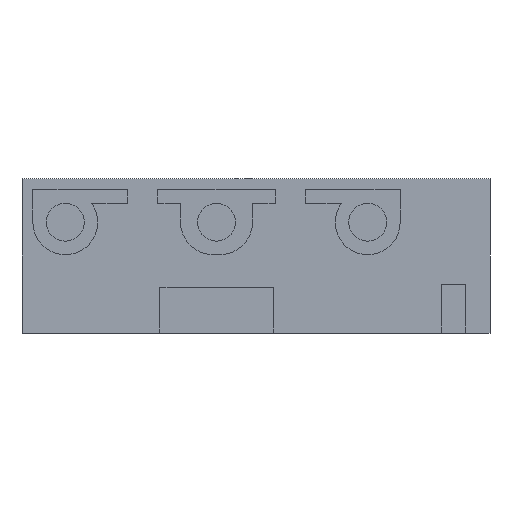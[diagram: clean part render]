
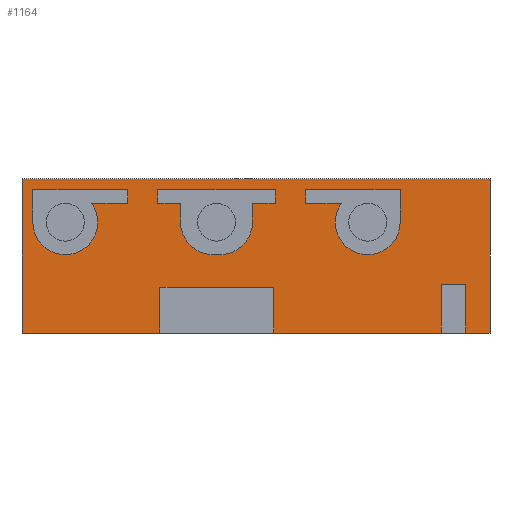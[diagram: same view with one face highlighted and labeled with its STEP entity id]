
A CAD part, front view. The second image highlights one B-rep face of the part: STEP entity #1164.
In plain terms, the highlighted planar face has unit normal (0, -1, 0).
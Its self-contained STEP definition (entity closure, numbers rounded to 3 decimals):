
#301=CARTESIAN_POINT('',(162.5,-152.5,-37.5));
#302=VERTEX_POINT('',#301);
#317=CARTESIAN_POINT('',(162.5,-152.5,7.5));
#318=VERTEX_POINT('',#317);
#325=CARTESIAN_POINT('',(162.5,-152.5,-37.5));
#326=DIRECTION('',(0.0,0.0,1.0));
#327=VECTOR('',#326,45.0);
#328=LINE('',#325,#327);
#329=EDGE_CURVE('',#302,#318,#328,.T.);
#339=CARTESIAN_POINT('',(185.0,-152.5,-37.5));
#340=VERTEX_POINT('',#339);
#349=CARTESIAN_POINT('',(185.0,-152.5,7.5));
#350=VERTEX_POINT('',#349);
#351=CARTESIAN_POINT('',(185.0,-152.5,7.5));
#352=DIRECTION('',(0.0,0.0,-1.0));
#353=VECTOR('',#352,45.0);
#354=LINE('',#351,#353);
#355=EDGE_CURVE('',#350,#340,#354,.T.);
#403=CARTESIAN_POINT('',(162.5,-152.5,7.5));
#404=DIRECTION('',(1.0,0.0,0.0));
#405=VECTOR('',#404,22.5);
#406=LINE('',#403,#405);
#407=EDGE_CURVE('',#318,#350,#406,.T.);
#421=CARTESIAN_POINT('',(7.5,-152.5,-37.5));
#422=VERTEX_POINT('',#421);
#423=CARTESIAN_POINT('',(162.5,-152.5,-37.5));
#424=DIRECTION('',(-1.0,0.0,0.0));
#425=VECTOR('',#424,155.0);
#426=LINE('',#423,#425);
#427=EDGE_CURVE('',#302,#422,#426,.T.);
#445=CARTESIAN_POINT('',(-97.5,-152.5,-37.5));
#446=VERTEX_POINT('',#445);
#453=CARTESIAN_POINT('',(-225.0,-152.5,-37.5));
#454=VERTEX_POINT('',#453);
#455=CARTESIAN_POINT('',(-97.5,-152.5,-37.5));
#456=DIRECTION('',(-1.0,0.0,0.0));
#457=VECTOR('',#456,127.5);
#458=LINE('',#455,#457);
#459=EDGE_CURVE('',#446,#454,#458,.T.);
#468=CARTESIAN_POINT('',(207.5,-152.5,-37.5));
#469=VERTEX_POINT('',#468);
#476=CARTESIAN_POINT('',(207.5,-152.5,-37.5));
#477=DIRECTION('',(-1.0,0.0,0.0));
#478=VECTOR('',#477,22.5);
#479=LINE('',#476,#478);
#480=EDGE_CURVE('',#469,#340,#479,.T.);
#499=CARTESIAN_POINT('',(-97.5,-152.5,5.));
#500=VERTEX_POINT('',#499);
#507=CARTESIAN_POINT('',(-97.5,-152.5,-37.5));
#508=DIRECTION('',(0.0,0.0,1.0));
#509=VECTOR('',#508,42.5);
#510=LINE('',#507,#509);
#511=EDGE_CURVE('',#446,#500,#510,.T.);
#522=CARTESIAN_POINT('',(7.5,-152.5,5.));
#523=VERTEX_POINT('',#522);
#524=CARTESIAN_POINT('',(7.5,-152.5,5.));
#525=DIRECTION('',(0.0,0.0,-1.0));
#526=VECTOR('',#525,42.5);
#527=LINE('',#524,#526);
#528=EDGE_CURVE('',#523,#422,#527,.T.);
#571=CARTESIAN_POINT('',(-97.5,-152.5,5.));
#572=DIRECTION('',(1.0,0.0,0.0));
#573=VECTOR('',#572,105.0);
#574=LINE('',#571,#573);
#575=EDGE_CURVE('',#500,#523,#574,.T.);
#799=CARTESIAN_POINT('',(124.5,-152.5,65.));
#800=VERTEX_POINT('',#799);
#808=CARTESIAN_POINT('',(70.133,-152.5,82.5));
#809=VERTEX_POINT('',#808);
#816=CARTESIAN_POINT('',(94.5,-152.5,65.));
#817=DIRECTION('',(0.0,1.0,0.0));
#818=DIRECTION('',(-1.0,0.0,0.0));
#819=AXIS2_PLACEMENT_3D('',#816,#817,#818);
#820=CIRCLE('',#819,30.0);
#821=EDGE_CURVE('',#800,#809,#820,.T.);
#833=CARTESIAN_POINT('',(37.,-152.5,82.5));
#834=VERTEX_POINT('',#833);
#841=CARTESIAN_POINT('',(70.133,-152.5,82.5));
#842=DIRECTION('',(-1.0,0.0,0.0));
#843=VECTOR('',#842,33.133);
#844=LINE('',#841,#843);
#845=EDGE_CURVE('',#809,#834,#844,.T.);
#855=CARTESIAN_POINT('',(37.,-152.5,95.));
#856=VERTEX_POINT('',#855);
#857=CARTESIAN_POINT('',(37.,-152.5,82.5));
#858=DIRECTION('',(0.0,0.0,1.0));
#859=VECTOR('',#858,12.5);
#860=LINE('',#857,#859);
#861=EDGE_CURVE('',#834,#856,#860,.T.);
#879=CARTESIAN_POINT('',(124.5,-152.5,95.));
#880=VERTEX_POINT('',#879);
#881=CARTESIAN_POINT('',(124.5,-152.5,95.));
#882=DIRECTION('',(0.0,0.0,-1.0));
#883=VECTOR('',#882,30.0);
#884=LINE('',#881,#883);
#885=EDGE_CURVE('',#880,#800,#884,.T.);
#903=CARTESIAN_POINT('',(37.,-152.5,95.));
#904=DIRECTION('',(1.0,0.0,0.0));
#905=VECTOR('',#904,87.5);
#906=LINE('',#903,#905);
#907=EDGE_CURVE('',#856,#880,#906,.T.);
#920=CARTESIAN_POINT('',(-215.0,-152.5,65.));
#921=VERTEX_POINT('',#920);
#928=CARTESIAN_POINT('',(-160.633,-152.5,82.5));
#929=VERTEX_POINT('',#928);
#930=CARTESIAN_POINT('',(-185.0,-152.5,65.));
#931=DIRECTION('',(0.0,1.0,0.0));
#932=DIRECTION('',(1.0,0.0,0.0));
#933=AXIS2_PLACEMENT_3D('',#930,#931,#932);
#934=CIRCLE('',#933,30.0);
#935=EDGE_CURVE('',#929,#921,#934,.T.);
#953=CARTESIAN_POINT('',(-127.5,-152.5,82.5));
#954=VERTEX_POINT('',#953);
#955=CARTESIAN_POINT('',(-127.5,-152.5,82.5));
#956=DIRECTION('',(-1.0,0.0,0.0));
#957=VECTOR('',#956,33.133);
#958=LINE('',#955,#957);
#959=EDGE_CURVE('',#954,#929,#958,.T.);
#978=CARTESIAN_POINT('',(-127.5,-152.5,95.));
#979=VERTEX_POINT('',#978);
#980=CARTESIAN_POINT('',(-127.5,-152.5,95.));
#981=DIRECTION('',(0.0,0.0,-1.0));
#982=VECTOR('',#981,12.5);
#983=LINE('',#980,#982);
#984=EDGE_CURVE('',#979,#954,#983,.T.);
#1001=CARTESIAN_POINT('',(-215.0,-152.5,95.));
#1002=VERTEX_POINT('',#1001);
#1009=CARTESIAN_POINT('',(-215.0,-152.5,65.));
#1010=DIRECTION('',(0.0,0.0,1.0));
#1011=VECTOR('',#1010,30.0);
#1012=LINE('',#1009,#1011);
#1013=EDGE_CURVE('',#921,#1002,#1012,.T.);
#1026=CARTESIAN_POINT('',(-215.0,-152.5,95.));
#1027=DIRECTION('',(1.0,0.0,0.0));
#1028=VECTOR('',#1027,87.5);
#1029=LINE('',#1026,#1028);
#1030=EDGE_CURVE('',#1002,#979,#1029,.T.);
#1036=CARTESIAN_POINT('',(207.5,-152.5,-37.5));
#1037=DIRECTION('',(0.0,-1.0,0.0));
#1038=DIRECTION('',(0.0,0.0,-1.0));
#1039=AXIS2_PLACEMENT_3D('',#1036,#1037,#1038);
#1040=PLANE('',#1039);
#1041=ORIENTED_EDGE('',*,*,#355,.T.);
#1042=ORIENTED_EDGE('',*,*,#480,.F.);
#1043=CARTESIAN_POINT('',(207.5,-152.5,105.));
#1044=VERTEX_POINT('',#1043);
#1045=CARTESIAN_POINT('',(207.5,-152.5,-37.5));
#1046=DIRECTION('',(0.0,0.0,1.0));
#1047=VECTOR('',#1046,142.5);
#1048=LINE('',#1045,#1047);
#1049=EDGE_CURVE('',#469,#1044,#1048,.T.);
#1050=ORIENTED_EDGE('',*,*,#1049,.T.);
#1051=CARTESIAN_POINT('',(-225.0,-152.5,105.));
#1052=VERTEX_POINT('',#1051);
#1053=CARTESIAN_POINT('',(207.5,-152.5,105.));
#1054=DIRECTION('',(-1.0,0.0,0.0));
#1055=VECTOR('',#1054,432.5);
#1056=LINE('',#1053,#1055);
#1057=EDGE_CURVE('',#1044,#1052,#1056,.T.);
#1058=ORIENTED_EDGE('',*,*,#1057,.T.);
#1059=CARTESIAN_POINT('',(-225.0,-152.5,-37.5));
#1060=DIRECTION('',(0.0,0.0,1.0));
#1061=VECTOR('',#1060,142.5);
#1062=LINE('',#1059,#1061);
#1063=EDGE_CURVE('',#454,#1052,#1062,.T.);
#1064=ORIENTED_EDGE('',*,*,#1063,.F.);
#1065=ORIENTED_EDGE('',*,*,#459,.F.);
#1066=ORIENTED_EDGE('',*,*,#511,.T.);
#1067=ORIENTED_EDGE('',*,*,#575,.T.);
#1068=ORIENTED_EDGE('',*,*,#528,.T.);
#1069=ORIENTED_EDGE('',*,*,#427,.F.);
#1070=ORIENTED_EDGE('',*,*,#329,.T.);
#1071=ORIENTED_EDGE('',*,*,#407,.T.);
#1072=EDGE_LOOP('',(#1041,#1042,#1050,#1058,#1064,#1065,#1066,#1067,#1068,#1069,#1070,#1071));
#1073=FACE_OUTER_BOUND('',#1072,.T.);
#1074=ORIENTED_EDGE('',*,*,#821,.T.);
#1075=ORIENTED_EDGE('',*,*,#845,.T.);
#1076=ORIENTED_EDGE('',*,*,#861,.T.);
#1077=ORIENTED_EDGE('',*,*,#907,.T.);
#1078=ORIENTED_EDGE('',*,*,#885,.T.);
#1079=EDGE_LOOP('',(#1074,#1075,#1076,#1077,#1078));
#1080=FACE_BOUND('',#1079,.T.);
#1081=ORIENTED_EDGE('',*,*,#935,.T.);
#1082=ORIENTED_EDGE('',*,*,#1013,.T.);
#1083=ORIENTED_EDGE('',*,*,#1030,.T.);
#1084=ORIENTED_EDGE('',*,*,#984,.T.);
#1085=ORIENTED_EDGE('',*,*,#959,.T.);
#1086=EDGE_LOOP('',(#1081,#1082,#1083,#1084,#1085));
#1087=FACE_BOUND('',#1086,.T.);
#1088=CARTESIAN_POINT('',(-78.5,-152.5,65.));
#1089=VERTEX_POINT('',#1088);
#1090=CARTESIAN_POINT('',(-78.5,-152.5,82.5));
#1091=VERTEX_POINT('',#1090);
#1092=CARTESIAN_POINT('',(-78.5,-152.5,65.));
#1093=DIRECTION('',(0.0,0.0,1.0));
#1094=VECTOR('',#1093,17.5);
#1095=LINE('',#1092,#1094);
#1096=EDGE_CURVE('',#1089,#1091,#1095,.T.);
#1097=ORIENTED_EDGE('',*,*,#1096,.T.);
#1098=CARTESIAN_POINT('',(-99.5,-152.5,82.5));
#1099=VERTEX_POINT('',#1098);
#1100=CARTESIAN_POINT('',(-99.5,-152.5,82.5));
#1101=DIRECTION('',(1.0,0.0,0.0));
#1102=VECTOR('',#1101,21.);
#1103=LINE('',#1100,#1102);
#1104=EDGE_CURVE('',#1099,#1091,#1103,.T.);
#1105=ORIENTED_EDGE('',*,*,#1104,.F.);
#1106=CARTESIAN_POINT('',(-99.5,-152.5,95.));
#1107=VERTEX_POINT('',#1106);
#1108=CARTESIAN_POINT('',(-99.5,-152.5,95.));
#1109=DIRECTION('',(0.0,0.0,-1.0));
#1110=VECTOR('',#1109,12.5);
#1111=LINE('',#1108,#1110);
#1112=EDGE_CURVE('',#1107,#1099,#1111,.T.);
#1113=ORIENTED_EDGE('',*,*,#1112,.F.);
#1114=CARTESIAN_POINT('',(9.,-152.5,95.));
#1115=VERTEX_POINT('',#1114);
#1116=CARTESIAN_POINT('',(9.,-152.5,95.));
#1117=DIRECTION('',(-1.0,0.0,0.0));
#1118=VECTOR('',#1117,108.5);
#1119=LINE('',#1116,#1118);
#1120=EDGE_CURVE('',#1115,#1107,#1119,.T.);
#1121=ORIENTED_EDGE('',*,*,#1120,.F.);
#1122=CARTESIAN_POINT('',(9.,-152.5,82.5));
#1123=VERTEX_POINT('',#1122);
#1124=CARTESIAN_POINT('',(9.,-152.5,95.));
#1125=DIRECTION('',(0.0,0.0,-1.0));
#1126=VECTOR('',#1125,12.5);
#1127=LINE('',#1124,#1126);
#1128=EDGE_CURVE('',#1115,#1123,#1127,.T.);
#1129=ORIENTED_EDGE('',*,*,#1128,.T.);
#1130=CARTESIAN_POINT('',(-12.,-152.5,82.5));
#1131=VERTEX_POINT('',#1130);
#1132=CARTESIAN_POINT('',(9.,-152.5,82.5));
#1133=DIRECTION('',(-1.0,0.0,0.0));
#1134=VECTOR('',#1133,21.);
#1135=LINE('',#1132,#1134);
#1136=EDGE_CURVE('',#1123,#1131,#1135,.T.);
#1137=ORIENTED_EDGE('',*,*,#1136,.T.);
#1138=CARTESIAN_POINT('',(-12.,-152.5,65.));
#1139=VERTEX_POINT('',#1138);
#1140=CARTESIAN_POINT('',(-12.,-152.5,65.));
#1141=DIRECTION('',(0.0,0.0,1.0));
#1142=VECTOR('',#1141,17.5);
#1143=LINE('',#1140,#1142);
#1144=EDGE_CURVE('',#1139,#1131,#1143,.T.);
#1145=ORIENTED_EDGE('',*,*,#1144,.F.);
#1146=CARTESIAN_POINT('',(-45.25,-152.5,35.177));
#1147=VERTEX_POINT('',#1146);
#1148=CARTESIAN_POINT('',(-42.,-152.5,65.));
#1149=DIRECTION('',(0.0,-1.0,0.0));
#1150=DIRECTION('',(-1.0,0.0,0.0));
#1151=AXIS2_PLACEMENT_3D('',#1148,#1149,#1150);
#1152=CIRCLE('',#1151,30.0);
#1153=EDGE_CURVE('',#1147,#1139,#1152,.T.);
#1154=ORIENTED_EDGE('',*,*,#1153,.F.);
#1155=CARTESIAN_POINT('',(-48.5,-152.5,65.));
#1156=DIRECTION('',(0.0,-1.0,0.0));
#1157=DIRECTION('',(1.0,0.0,0.0));
#1158=AXIS2_PLACEMENT_3D('',#1155,#1156,#1157);
#1159=CIRCLE('',#1158,30.0);
#1160=EDGE_CURVE('',#1089,#1147,#1159,.T.);
#1161=ORIENTED_EDGE('',*,*,#1160,.F.);
#1162=EDGE_LOOP('',(#1097,#1105,#1113,#1121,#1129,#1137,#1145,#1154,#1161));
#1163=FACE_BOUND('',#1162,.T.);
#1164=ADVANCED_FACE('',(#1073,#1080,#1087,#1163),#1040,.T.);
